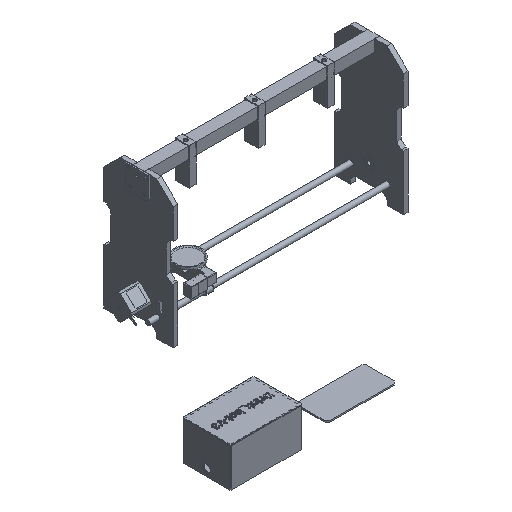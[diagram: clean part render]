
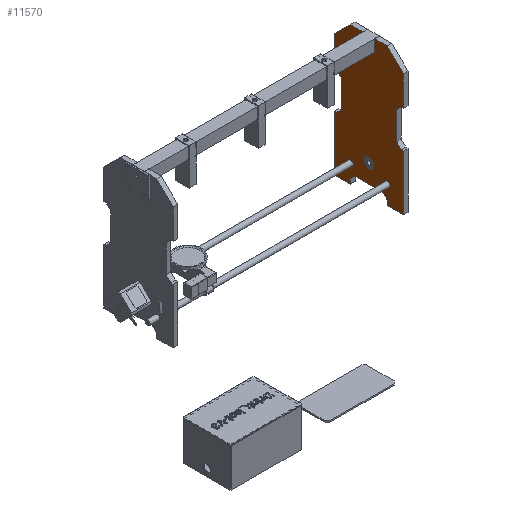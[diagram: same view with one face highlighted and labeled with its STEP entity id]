
A CAD part, isometric view. The second image highlights one B-rep face of the part: STEP entity #11570.
In plain terms, the highlighted planar face has unit normal (-1, 0, 0).
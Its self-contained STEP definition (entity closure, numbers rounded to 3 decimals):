
#922=CIRCLE('',#12300,10.9);
#923=CIRCLE('',#12314,5.95);
#924=CIRCLE('',#12315,5.95);
#1092=FACE_BOUND('',#1983,.T.);
#1093=FACE_BOUND('',#1984,.T.);
#1094=FACE_BOUND('',#1985,.T.);
#1291=FACE_OUTER_BOUND('',#1982,.T.);
#1982=EDGE_LOOP('',(#8249,#8250,#8251,#8252,#8253,#8254,#8255,#8256,#8257,
#8258,#8259,#8260,#8261,#8262,#8263,#8264,#8265,#8266,#8267,#8268,#8269,
#8270,#8271,#8272,#8273,#8274,#8275,#8276));
#1983=EDGE_LOOP('',(#8277));
#1984=EDGE_LOOP('',(#8278));
#1985=EDGE_LOOP('',(#8279));
#2799=LINE('',#15350,#3873);
#2802=LINE('',#15356,#3876);
#2806=LINE('',#15363,#3880);
#2832=LINE('',#15422,#3906);
#2836=LINE('',#15432,#3910);
#2839=LINE('',#15437,#3913);
#2840=LINE('',#15440,#3914);
#2842=LINE('',#15445,#3916);
#2845=LINE('',#15450,#3919);
#2847=LINE('',#15454,#3921);
#2850=LINE('',#15459,#3924);
#2851=LINE('',#15462,#3925);
#2854=LINE('',#15467,#3928);
#2855=LINE('',#15470,#3929);
#2857=LINE('',#15474,#3931);
#2860=LINE('',#15479,#3934);
#2861=LINE('',#15482,#3935);
#2862=LINE('',#15483,#3936);
#2863=LINE('',#15485,#3937);
#2864=LINE('',#15487,#3938);
#2865=LINE('',#15489,#3939);
#2866=LINE('',#15491,#3940);
#2867=LINE('',#15493,#3941);
#2868=LINE('',#15495,#3942);
#2869=LINE('',#15497,#3943);
#2870=LINE('',#15499,#3944);
#2871=LINE('',#15500,#3945);
#2872=LINE('',#15501,#3946);
#3873=VECTOR('',#13191,10.);
#3876=VECTOR('',#13196,10.);
#3880=VECTOR('',#13202,10.);
#3906=VECTOR('',#13238,10.);
#3910=VECTOR('',#13248,10.);
#3913=VECTOR('',#13253,10.);
#3914=VECTOR('',#13256,10.);
#3916=VECTOR('',#13260,10.);
#3919=VECTOR('',#13265,10.);
#3921=VECTOR('',#13269,10.);
#3924=VECTOR('',#13274,10.);
#3925=VECTOR('',#13277,10.);
#3928=VECTOR('',#13282,10.);
#3929=VECTOR('',#13285,10.);
#3931=VECTOR('',#13289,10.);
#3934=VECTOR('',#13294,10.);
#3935=VECTOR('',#13297,10.);
#3936=VECTOR('',#13298,10.);
#3937=VECTOR('',#13299,10.);
#3938=VECTOR('',#13300,10.);
#3939=VECTOR('',#13301,10.);
#3940=VECTOR('',#13302,10.);
#3941=VECTOR('',#13303,10.);
#3942=VECTOR('',#13304,10.);
#3943=VECTOR('',#13305,10.);
#3944=VECTOR('',#13306,10.);
#3945=VECTOR('',#13307,10.);
#3946=VECTOR('',#13308,10.);
#4914=VERTEX_POINT('',#15347);
#4915=VERTEX_POINT('',#15349);
#4917=VERTEX_POINT('',#15355);
#4919=VERTEX_POINT('',#15361);
#4947=VERTEX_POINT('',#15421);
#4948=VERTEX_POINT('',#15425);
#4949=VERTEX_POINT('',#15429);
#4950=VERTEX_POINT('',#15431);
#4951=VERTEX_POINT('',#15435);
#4952=VERTEX_POINT('',#15439);
#4953=VERTEX_POINT('',#15443);
#4954=VERTEX_POINT('',#15444);
#4955=VERTEX_POINT('',#15449);
#4956=VERTEX_POINT('',#15453);
#4957=VERTEX_POINT('',#15457);
#4958=VERTEX_POINT('',#15461);
#4959=VERTEX_POINT('',#15465);
#4960=VERTEX_POINT('',#15469);
#4961=VERTEX_POINT('',#15473);
#4962=VERTEX_POINT('',#15477);
#4963=VERTEX_POINT('',#15481);
#4964=VERTEX_POINT('',#15484);
#4965=VERTEX_POINT('',#15486);
#4966=VERTEX_POINT('',#15488);
#4967=VERTEX_POINT('',#15490);
#4968=VERTEX_POINT('',#15492);
#4969=VERTEX_POINT('',#15494);
#4970=VERTEX_POINT('',#15496);
#4971=VERTEX_POINT('',#15498);
#4972=VERTEX_POINT('',#15502);
#4973=VERTEX_POINT('',#15504);
#6153=EDGE_CURVE('',#4915,#4914,#2799,.T.);
#6156=EDGE_CURVE('',#4917,#4915,#2802,.T.);
#6160=EDGE_CURVE('',#4914,#4919,#2806,.T.);
#6189=EDGE_CURVE('',#4917,#4947,#2832,.T.);
#6191=EDGE_CURVE('',#4948,#4948,#922,.T.);
#6194=EDGE_CURVE('',#4949,#4950,#2836,.T.);
#6197=EDGE_CURVE('',#4951,#4949,#2839,.T.);
#6198=EDGE_CURVE('',#4952,#4951,#2840,.T.);
#6200=EDGE_CURVE('',#4953,#4954,#2842,.T.);
#6203=EDGE_CURVE('',#4954,#4955,#2845,.T.);
#6205=EDGE_CURVE('',#4955,#4956,#2847,.T.);
#6208=EDGE_CURVE('',#4953,#4957,#2850,.T.);
#6209=EDGE_CURVE('',#4958,#4956,#2851,.T.);
#6212=EDGE_CURVE('',#4952,#4959,#2854,.T.);
#6213=EDGE_CURVE('',#4960,#4950,#2855,.T.);
#6215=EDGE_CURVE('',#4958,#4961,#2857,.T.);
#6218=EDGE_CURVE('',#4962,#4959,#2860,.T.);
#6219=EDGE_CURVE('',#4963,#4919,#2861,.T.);
#6220=EDGE_CURVE('',#4961,#4963,#2862,.T.);
#6221=EDGE_CURVE('',#4964,#4957,#2863,.T.);
#6222=EDGE_CURVE('',#4965,#4964,#2864,.T.);
#6223=EDGE_CURVE('',#4966,#4965,#2865,.T.);
#6224=EDGE_CURVE('',#4967,#4966,#2866,.T.);
#6225=EDGE_CURVE('',#4968,#4967,#2867,.T.);
#6226=EDGE_CURVE('',#4969,#4968,#2868,.T.);
#6227=EDGE_CURVE('',#4970,#4969,#2869,.T.);
#6228=EDGE_CURVE('',#4971,#4970,#2870,.T.);
#6229=EDGE_CURVE('',#4960,#4971,#2871,.T.);
#6230=EDGE_CURVE('',#4947,#4962,#2872,.T.);
#6231=EDGE_CURVE('',#4972,#4972,#923,.T.);
#6232=EDGE_CURVE('',#4973,#4973,#924,.T.);
#8249=ORIENTED_EDGE('',*,*,#6160,.T.);
#8250=ORIENTED_EDGE('',*,*,#6219,.F.);
#8251=ORIENTED_EDGE('',*,*,#6220,.F.);
#8252=ORIENTED_EDGE('',*,*,#6215,.F.);
#8253=ORIENTED_EDGE('',*,*,#6209,.T.);
#8254=ORIENTED_EDGE('',*,*,#6205,.F.);
#8255=ORIENTED_EDGE('',*,*,#6203,.F.);
#8256=ORIENTED_EDGE('',*,*,#6200,.F.);
#8257=ORIENTED_EDGE('',*,*,#6208,.T.);
#8258=ORIENTED_EDGE('',*,*,#6221,.F.);
#8259=ORIENTED_EDGE('',*,*,#6222,.F.);
#8260=ORIENTED_EDGE('',*,*,#6223,.F.);
#8261=ORIENTED_EDGE('',*,*,#6224,.F.);
#8262=ORIENTED_EDGE('',*,*,#6225,.F.);
#8263=ORIENTED_EDGE('',*,*,#6226,.F.);
#8264=ORIENTED_EDGE('',*,*,#6227,.F.);
#8265=ORIENTED_EDGE('',*,*,#6228,.F.);
#8266=ORIENTED_EDGE('',*,*,#6229,.F.);
#8267=ORIENTED_EDGE('',*,*,#6213,.T.);
#8268=ORIENTED_EDGE('',*,*,#6194,.F.);
#8269=ORIENTED_EDGE('',*,*,#6197,.F.);
#8270=ORIENTED_EDGE('',*,*,#6198,.F.);
#8271=ORIENTED_EDGE('',*,*,#6212,.T.);
#8272=ORIENTED_EDGE('',*,*,#6218,.F.);
#8273=ORIENTED_EDGE('',*,*,#6230,.F.);
#8274=ORIENTED_EDGE('',*,*,#6189,.F.);
#8275=ORIENTED_EDGE('',*,*,#6156,.T.);
#8276=ORIENTED_EDGE('',*,*,#6153,.T.);
#8277=ORIENTED_EDGE('',*,*,#6191,.T.);
#8278=ORIENTED_EDGE('',*,*,#6231,.F.);
#8279=ORIENTED_EDGE('',*,*,#6232,.F.);
#11218=PLANE('',#12313);
#11570=ADVANCED_FACE('',(#1291,#1092,#1093,#1094),#11218,.F.);
#12300=AXIS2_PLACEMENT_3D('',#15426,#13242,#13243);
#12313=AXIS2_PLACEMENT_3D('',#15480,#13295,#13296);
#12314=AXIS2_PLACEMENT_3D('',#15503,#13309,#13310);
#12315=AXIS2_PLACEMENT_3D('',#15505,#13311,#13312);
#13191=DIRECTION('',(0.,1.,0.));
#13196=DIRECTION('',(0.,0.,-1.));
#13202=DIRECTION('',(0.,0.,1.));
#13238=DIRECTION('',(0.,-1.,0.));
#13242=DIRECTION('center_axis',(1.,0.,0.));
#13243=DIRECTION('ref_axis',(0.,-1.,0.));
#13248=DIRECTION('',(0.,-0.707,-0.707));
#13253=DIRECTION('',(0.,0.,-1.));
#13256=DIRECTION('',(0.,0.707,-0.707));
#13260=DIRECTION('',(0.,-0.707,0.707));
#13265=DIRECTION('',(0.,0.,1.));
#13269=DIRECTION('',(0.,0.707,0.707));
#13274=DIRECTION('',(0.,1.,0.));
#13277=DIRECTION('',(0.,-1.,0.));
#13282=DIRECTION('',(0.,-1.,0.));
#13285=DIRECTION('',(0.,1.,0.));
#13289=DIRECTION('',(0.,0.,1.));
#13294=DIRECTION('',(0.,0.,-1.));
#13295=DIRECTION('center_axis',(1.,0.,0.));
#13296=DIRECTION('ref_axis',(0.,1.,0.));
#13297=DIRECTION('',(0.,-1.,0.));
#13298=DIRECTION('',(0.,-0.707,0.707));
#13299=DIRECTION('',(0.,0.,1.));
#13300=DIRECTION('',(0.,1.,0.));
#13301=DIRECTION('',(0.,0.,-1.));
#13302=DIRECTION('',(0.,0.707,-0.707));
#13303=DIRECTION('',(0.,1.,0.));
#13304=DIRECTION('',(0.,0.707,0.707));
#13305=DIRECTION('',(0.,0.,1.));
#13306=DIRECTION('',(0.,1.,0.));
#13307=DIRECTION('',(0.,0.,-1.));
#13308=DIRECTION('',(0.,-0.707,-0.707));
#13309=DIRECTION('center_axis',(-1.,0.,0.));
#13310=DIRECTION('ref_axis',(0.,1.,0.));
#13311=DIRECTION('center_axis',(-1.,0.,0.));
#13312=DIRECTION('ref_axis',(0.,1.,0.));
#15347=CARTESIAN_POINT('',(500.,362.5,275.));
#15349=CARTESIAN_POINT('',(500.,337.5,275.));
#15350=CARTESIAN_POINT('',(500.,343.75,275.));
#15355=CARTESIAN_POINT('',(500.,337.5,300.));
#15356=CARTESIAN_POINT('',(500.,337.5,225.));
#15361=CARTESIAN_POINT('',(500.,362.5,300.));
#15363=CARTESIAN_POINT('',(500.,362.5,212.5));
#15421=CARTESIAN_POINT('',(500.,310.,300.));
#15422=CARTESIAN_POINT('',(500.,425.,300.));
#15425=CARTESIAN_POINT('',(500.,360.9,60.));
#15426=CARTESIAN_POINT('Origin',(500.,350.,60.));
#15429=CARTESIAN_POINT('',(500.,290.,130.));
#15431=CARTESIAN_POINT('',(500.,280.,120.));
#15432=CARTESIAN_POINT('',(500.,307.5,147.5));
#15435=CARTESIAN_POINT('',(500.,290.,190.));
#15437=CARTESIAN_POINT('',(500.,290.,175.));
#15439=CARTESIAN_POINT('',(500.,280.,200.));
#15440=CARTESIAN_POINT('',(500.,312.5,167.5));
#15443=CARTESIAN_POINT('',(500.,420.,120.));
#15444=CARTESIAN_POINT('',(500.,410.,130.));
#15445=CARTESIAN_POINT('',(500.,392.5,147.5));
#15449=CARTESIAN_POINT('',(500.,410.,190.));
#15450=CARTESIAN_POINT('',(500.,410.,135.));
#15453=CARTESIAN_POINT('',(500.,420.,200.));
#15454=CARTESIAN_POINT('',(500.,387.5,167.5));
#15457=CARTESIAN_POINT('',(500.,425.,120.));
#15459=CARTESIAN_POINT('',(500.,387.5,120.));
#15461=CARTESIAN_POINT('',(500.,425.,200.));
#15462=CARTESIAN_POINT('',(500.,365.,200.));
#15465=CARTESIAN_POINT('',(500.,275.,200.));
#15467=CARTESIAN_POINT('',(500.,312.5,200.));
#15469=CARTESIAN_POINT('',(500.,275.,120.));
#15470=CARTESIAN_POINT('',(500.,335.,120.));
#15473=CARTESIAN_POINT('',(500.,425.,265.));
#15474=CARTESIAN_POINT('',(500.,425.,0.));
#15477=CARTESIAN_POINT('',(500.,275.,265.));
#15479=CARTESIAN_POINT('',(500.,275.,300.));
#15480=CARTESIAN_POINT('Origin',(500.,350.,150.));
#15481=CARTESIAN_POINT('',(500.,390.,300.));
#15482=CARTESIAN_POINT('',(500.,425.,300.));
#15483=CARTESIAN_POINT('',(500.,426.25,263.75));
#15484=CARTESIAN_POINT('',(500.,425.,0.));
#15485=CARTESIAN_POINT('',(500.,425.,0.));
#15486=CARTESIAN_POINT('',(500.,390.,0.));
#15487=CARTESIAN_POINT('',(500.,390.,0.));
#15488=CARTESIAN_POINT('',(500.,390.,10.));
#15489=CARTESIAN_POINT('',(500.,390.,20.));
#15490=CARTESIAN_POINT('',(500.,380.,20.));
#15491=CARTESIAN_POINT('',(500.,342.5,57.5));
#15492=CARTESIAN_POINT('',(500.,320.,20.));
#15493=CARTESIAN_POINT('',(500.,310.,20.));
#15494=CARTESIAN_POINT('',(500.,310.,10.));
#15495=CARTESIAN_POINT('',(500.,357.5,57.5));
#15496=CARTESIAN_POINT('',(500.,310.,0.));
#15497=CARTESIAN_POINT('',(500.,310.,0.));
#15498=CARTESIAN_POINT('',(500.,275.,0.));
#15499=CARTESIAN_POINT('',(500.,275.,0.));
#15500=CARTESIAN_POINT('',(500.,275.,300.));
#15501=CARTESIAN_POINT('',(500.,273.75,263.75));
#15502=CARTESIAN_POINT('',(500.,384.05,40.));
#15503=CARTESIAN_POINT('Origin',(500.,390.,40.));
#15504=CARTESIAN_POINT('',(500.,304.05,40.));
#15505=CARTESIAN_POINT('Origin',(500.,310.,40.));
